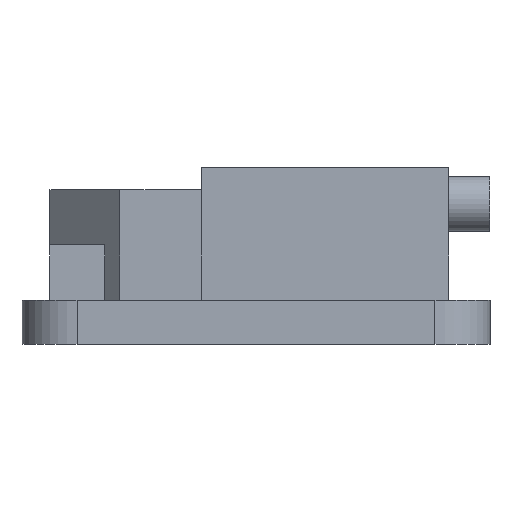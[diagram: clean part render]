
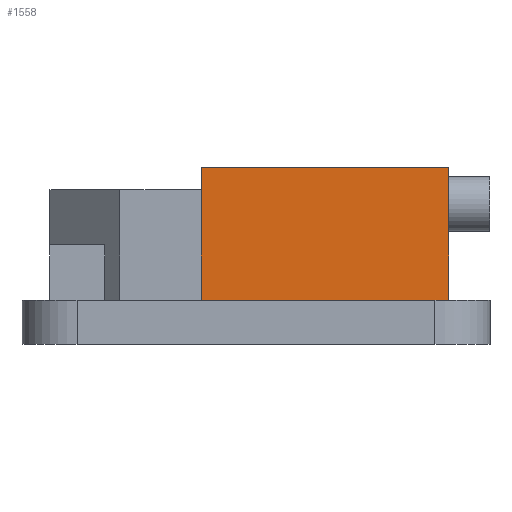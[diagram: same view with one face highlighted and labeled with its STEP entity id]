
A CAD part, left-side view. The second image highlights one B-rep face of the part: STEP entity #1558.
In plain terms, the highlighted planar face has unit normal (-1, 0, 0).
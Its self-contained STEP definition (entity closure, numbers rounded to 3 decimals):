
#32 = PLANE('',#33);
#33 = AXIS2_PLACEMENT_3D('',#34,#35,#36);
#34 = CARTESIAN_POINT('',(0.,0.,1.6));
#35 = DIRECTION('',(0.,0.,1.));
#36 = DIRECTION('',(1.,0.,0.));
#363 = EDGE_CURVE('',#364,#366,#368,.T.);
#364 = VERTEX_POINT('',#365);
#365 = CARTESIAN_POINT('',(-11.542,-7.009,1.6));
#366 = VERTEX_POINT('',#367);
#367 = CARTESIAN_POINT('',(-11.542,1.991,1.6));
#368 = SURFACE_CURVE('',#369,(#373,#380),.PCURVE_S1.);
#369 = LINE('',#370,#371);
#370 = CARTESIAN_POINT('',(-11.542,-7.009,1.6));
#371 = VECTOR('',#372,1.);
#372 = DIRECTION('',(0.,1.,0.));
#373 = PCURVE('',#32,#374);
#374 = DEFINITIONAL_REPRESENTATION('',(#375),#379);
#375 = LINE('',#376,#377);
#376 = CARTESIAN_POINT('',(-11.542,-7.009));
#377 = VECTOR('',#378,1.);
#378 = DIRECTION('',(0.,1.));
#379 = ( GEOMETRIC_REPRESENTATION_CONTEXT(2) 
PARAMETRIC_REPRESENTATION_CONTEXT() REPRESENTATION_CONTEXT('2D SPACE',''
  ) );
#380 = PCURVE('',#381,#386);
#381 = PLANE('',#382);
#382 = AXIS2_PLACEMENT_3D('',#383,#384,#385);
#383 = CARTESIAN_POINT('',(-11.542,-7.009,1.6));
#384 = DIRECTION('',(-1.,0.,0.));
#385 = DIRECTION('',(0.,1.,0.));
#386 = DEFINITIONAL_REPRESENTATION('',(#387),#391);
#387 = LINE('',#388,#389);
#388 = CARTESIAN_POINT('',(0.,0.));
#389 = VECTOR('',#390,1.);
#390 = DIRECTION('',(1.,0.));
#391 = ( GEOMETRIC_REPRESENTATION_CONTEXT(2) 
PARAMETRIC_REPRESENTATION_CONTEXT() REPRESENTATION_CONTEXT('2D SPACE',''
  ) );
#409 = PLANE('',#410);
#410 = AXIS2_PLACEMENT_3D('',#411,#412,#413);
#411 = CARTESIAN_POINT('',(-11.542,1.991,1.6));
#412 = DIRECTION('',(0.,1.,0.));
#413 = DIRECTION('',(1.,0.,0.));
#463 = PLANE('',#464);
#464 = AXIS2_PLACEMENT_3D('',#465,#466,#467);
#465 = CARTESIAN_POINT('',(-2.542,-7.009,1.6));
#466 = DIRECTION('',(0.,-1.,0.));
#467 = DIRECTION('',(-1.,0.,0.));
#1558 = ADVANCED_FACE('',(#1559),#381,.T.);
#1559 = FACE_BOUND('',#1560,.T.);
#1560 = EDGE_LOOP('',(#1561,#1584,#1612,#1633));
#1561 = ORIENTED_EDGE('',*,*,#1562,.T.);
#1562 = EDGE_CURVE('',#364,#1563,#1565,.T.);
#1563 = VERTEX_POINT('',#1564);
#1564 = CARTESIAN_POINT('',(-11.542,-7.009,6.4));
#1565 = SURFACE_CURVE('',#1566,(#1570,#1577),.PCURVE_S1.);
#1566 = LINE('',#1567,#1568);
#1567 = CARTESIAN_POINT('',(-11.542,-7.009,1.6));
#1568 = VECTOR('',#1569,1.);
#1569 = DIRECTION('',(0.,0.,1.));
#1570 = PCURVE('',#381,#1571);
#1571 = DEFINITIONAL_REPRESENTATION('',(#1572),#1576);
#1572 = LINE('',#1573,#1574);
#1573 = CARTESIAN_POINT('',(0.,0.));
#1574 = VECTOR('',#1575,1.);
#1575 = DIRECTION('',(0.,-1.));
#1576 = ( GEOMETRIC_REPRESENTATION_CONTEXT(2) 
PARAMETRIC_REPRESENTATION_CONTEXT() REPRESENTATION_CONTEXT('2D SPACE',''
  ) );
#1577 = PCURVE('',#463,#1578);
#1578 = DEFINITIONAL_REPRESENTATION('',(#1579),#1583);
#1579 = LINE('',#1580,#1581);
#1580 = CARTESIAN_POINT('',(9.,0.));
#1581 = VECTOR('',#1582,1.);
#1582 = DIRECTION('',(0.,-1.));
#1583 = ( GEOMETRIC_REPRESENTATION_CONTEXT(2) 
PARAMETRIC_REPRESENTATION_CONTEXT() REPRESENTATION_CONTEXT('2D SPACE',''
  ) );
#1584 = ORIENTED_EDGE('',*,*,#1585,.T.);
#1585 = EDGE_CURVE('',#1563,#1586,#1588,.T.);
#1586 = VERTEX_POINT('',#1587);
#1587 = CARTESIAN_POINT('',(-11.542,1.991,6.4));
#1588 = SURFACE_CURVE('',#1589,(#1593,#1600),.PCURVE_S1.);
#1589 = LINE('',#1590,#1591);
#1590 = CARTESIAN_POINT('',(-11.542,-7.009,6.4));
#1591 = VECTOR('',#1592,1.);
#1592 = DIRECTION('',(0.,1.,0.));
#1593 = PCURVE('',#381,#1594);
#1594 = DEFINITIONAL_REPRESENTATION('',(#1595),#1599);
#1595 = LINE('',#1596,#1597);
#1596 = CARTESIAN_POINT('',(0.,-4.8));
#1597 = VECTOR('',#1598,1.);
#1598 = DIRECTION('',(1.,0.));
#1599 = ( GEOMETRIC_REPRESENTATION_CONTEXT(2) 
PARAMETRIC_REPRESENTATION_CONTEXT() REPRESENTATION_CONTEXT('2D SPACE',''
  ) );
#1600 = PCURVE('',#1601,#1606);
#1601 = PLANE('',#1602);
#1602 = AXIS2_PLACEMENT_3D('',#1603,#1604,#1605);
#1603 = CARTESIAN_POINT('',(-7.042,-2.509,6.4));
#1604 = DIRECTION('',(0.,0.,1.));
#1605 = DIRECTION('',(1.,0.,0.));
#1606 = DEFINITIONAL_REPRESENTATION('',(#1607),#1611);
#1607 = LINE('',#1608,#1609);
#1608 = CARTESIAN_POINT('',(-4.5,-4.5));
#1609 = VECTOR('',#1610,1.);
#1610 = DIRECTION('',(0.,1.));
#1611 = ( GEOMETRIC_REPRESENTATION_CONTEXT(2) 
PARAMETRIC_REPRESENTATION_CONTEXT() REPRESENTATION_CONTEXT('2D SPACE',''
  ) );
#1612 = ORIENTED_EDGE('',*,*,#1613,.F.);
#1613 = EDGE_CURVE('',#366,#1586,#1614,.T.);
#1614 = SURFACE_CURVE('',#1615,(#1619,#1626),.PCURVE_S1.);
#1615 = LINE('',#1616,#1617);
#1616 = CARTESIAN_POINT('',(-11.542,1.991,1.6));
#1617 = VECTOR('',#1618,1.);
#1618 = DIRECTION('',(0.,0.,1.));
#1619 = PCURVE('',#381,#1620);
#1620 = DEFINITIONAL_REPRESENTATION('',(#1621),#1625);
#1621 = LINE('',#1622,#1623);
#1622 = CARTESIAN_POINT('',(9.,0.));
#1623 = VECTOR('',#1624,1.);
#1624 = DIRECTION('',(0.,-1.));
#1625 = ( GEOMETRIC_REPRESENTATION_CONTEXT(2) 
PARAMETRIC_REPRESENTATION_CONTEXT() REPRESENTATION_CONTEXT('2D SPACE',''
  ) );
#1626 = PCURVE('',#409,#1627);
#1627 = DEFINITIONAL_REPRESENTATION('',(#1628),#1632);
#1628 = LINE('',#1629,#1630);
#1629 = CARTESIAN_POINT('',(0.,0.));
#1630 = VECTOR('',#1631,1.);
#1631 = DIRECTION('',(0.,-1.));
#1632 = ( GEOMETRIC_REPRESENTATION_CONTEXT(2) 
PARAMETRIC_REPRESENTATION_CONTEXT() REPRESENTATION_CONTEXT('2D SPACE',''
  ) );
#1633 = ORIENTED_EDGE('',*,*,#363,.F.);
